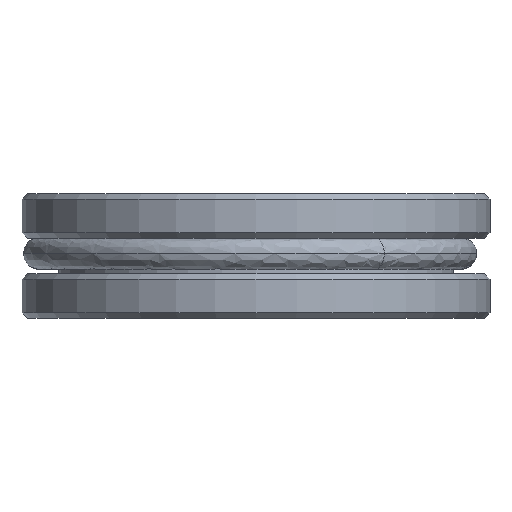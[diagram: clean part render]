
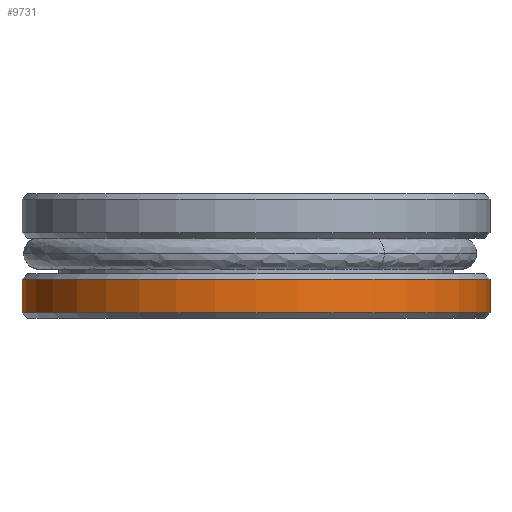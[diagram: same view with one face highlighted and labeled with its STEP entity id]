
A CAD part, front view. The second image highlights one B-rep face of the part: STEP entity #9731.
In plain terms, the highlighted cylindrical face has radius 13.145 mm (diameter 26.29 mm), a partial arc.
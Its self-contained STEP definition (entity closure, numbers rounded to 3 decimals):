
#414 = VERTEX_POINT ( 'NONE', #5819 ) ;
#443 = ORIENTED_EDGE ( 'NONE', *, *, #9602, .T. ) ;
#626 = CIRCLE ( 'NONE', #10172, 13.145 ) ;
#974 = FACE_OUTER_BOUND ( 'NONE', #10999, .T. ) ;
#1265 = VERTEX_POINT ( 'NONE', #10991 ) ;
#1330 = LINE ( 'NONE', #2180, #1933 ) ;
#1418 = CARTESIAN_POINT ( 'NONE',  ( -17.507, 0.547, -3.2 ) ) ;
#1604 = EDGE_CURVE ( 'NONE', #1265, #6304, #1330, .T. ) ;
#1933 = VECTOR ( 'NONE', #10857, 1000. ) ;
#2079 = CARTESIAN_POINT ( 'NONE',  ( 8.783, 0.547, -3.2 ) ) ;
#2180 = CARTESIAN_POINT ( 'NONE',  ( -17.507, 0.547, 3.5 ) ) ;
#2189 = ORIENTED_EDGE ( 'NONE', *, *, #1604, .T. ) ;
#2191 = DIRECTION ( 'NONE',  ( 1., 0., 0. ) ) ;
#2784 = DIRECTION ( 'NONE',  ( 0., 0., -1. ) ) ;
#3035 = CIRCLE ( 'NONE', #4485, 13.145 ) ;
#3683 = CYLINDRICAL_SURFACE ( 'NONE', #9799, 13.145 ) ;
#4375 = VERTEX_POINT ( 'NONE', #2079 ) ;
#4415 = EDGE_CURVE ( 'NONE', #414, #4375, #8104, .T. ) ;
#4485 = AXIS2_PLACEMENT_3D ( 'NONE', #9957, #10869, #2191 ) ;
#4861 = ORIENTED_EDGE ( 'NONE', *, *, #4415, .F. ) ;
#5408 = VECTOR ( 'NONE', #8887, 1000. ) ;
#5819 = CARTESIAN_POINT ( 'NONE',  ( 8.783, 0.547, -1.3 ) ) ;
#6304 = VERTEX_POINT ( 'NONE', #1418 ) ;
#6307 = ORIENTED_EDGE ( 'NONE', *, *, #8152, .T. ) ;
#6473 = CARTESIAN_POINT ( 'NONE',  ( 8.783, 0.547, 3.5 ) ) ;
#6623 = DIRECTION ( 'NONE',  ( 0., 0., 1. ) ) ;
#6731 = DIRECTION ( 'NONE',  ( 1., 0., 0. ) ) ;
#8104 = LINE ( 'NONE', #6473, #5408 ) ;
#8152 = EDGE_CURVE ( 'NONE', #414, #1265, #3035, .T. ) ;
#8369 = CARTESIAN_POINT ( 'NONE',  ( -4.362, 0.547, -3.2 ) ) ;
#8693 = CARTESIAN_POINT ( 'NONE',  ( -4.362, 0.547, 3.5 ) ) ;
#8887 = DIRECTION ( 'NONE',  ( 0., 0., -1. ) ) ;
#9602 = EDGE_CURVE ( 'NONE', #6304, #4375, #626, .T. ) ;
#9731 = ADVANCED_FACE ( 'NONE', ( #974 ), #3683, .T. ) ;
#9799 = AXIS2_PLACEMENT_3D ( 'NONE', #8693, #2784, #10332 ) ;
#9957 = CARTESIAN_POINT ( 'NONE',  ( -4.362, 0.547, -1.3 ) ) ;
#10172 = AXIS2_PLACEMENT_3D ( 'NONE', #8369, #6623, #6731 ) ;
#10332 = DIRECTION ( 'NONE',  ( -1., 0., 0. ) ) ;
#10857 = DIRECTION ( 'NONE',  ( 0., 0., -1. ) ) ;
#10869 = DIRECTION ( 'NONE',  ( 0., 0., -1. ) ) ;
#10991 = CARTESIAN_POINT ( 'NONE',  ( -17.507, 0.547, -1.3 ) ) ;
#10999 = EDGE_LOOP ( 'NONE', ( #4861, #6307, #2189, #443 ) ) ;
